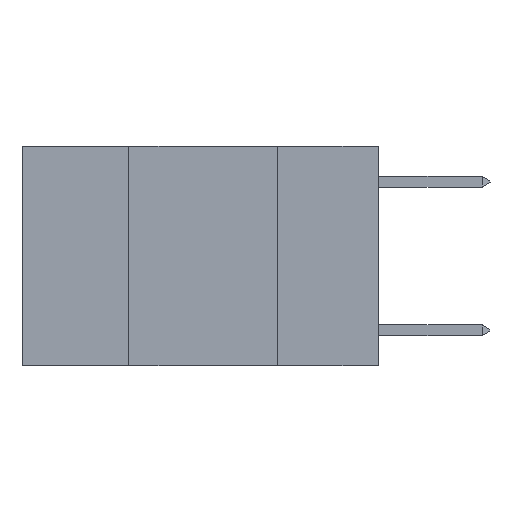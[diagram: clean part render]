
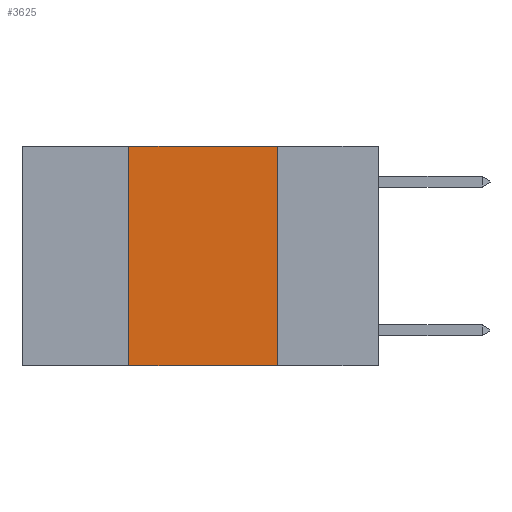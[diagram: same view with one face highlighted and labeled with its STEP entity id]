
A CAD part, left-side view. The second image highlights one B-rep face of the part: STEP entity #3625.
In plain terms, the highlighted planar face has unit normal (-1, 0, 0).
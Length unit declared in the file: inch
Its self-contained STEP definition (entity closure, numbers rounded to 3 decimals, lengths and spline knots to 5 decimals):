
#218 = CARTESIAN_POINT ( 'NONE',  ( 0., 0.17, 0. ) ) ;
#409 = CARTESIAN_POINT ( 'NONE',  ( 0., 0.6, 0. ) ) ;
#419 = VECTOR ( 'NONE', #9221, 39.37008 ) ;
#1010 = CARTESIAN_POINT ( 'NONE',  ( 0., 0.42, -0.37 ) ) ;
#1495 = ORIENTED_EDGE ( 'NONE', *, *, #7263, .F. ) ;
#1912 = FACE_OUTER_BOUND ( 'NONE', #3137, .T. ) ;
#2178 = CARTESIAN_POINT ( 'NONE',  ( 0., 0.42, 0. ) ) ;
#2954 = LINE ( 'NONE', #218, #7865 ) ;
#3137 = EDGE_LOOP ( 'NONE', ( #9007, #11606, #1495, #4105 ) ) ;
#3164 = DIRECTION ( 'NONE',  ( 0., 0., -1. ) ) ;
#3357 = CARTESIAN_POINT ( 'NONE',  ( 0., 0.42, 0. ) ) ;
#3625 = ADVANCED_FACE ( 'NONE', ( #1912 ), #10028, .F. ) ;
#4105 = ORIENTED_EDGE ( 'NONE', *, *, #9856, .T. ) ;
#4751 = CARTESIAN_POINT ( 'NONE',  ( 0., 0.17, -0.37 ) ) ;
#5443 = VERTEX_POINT ( 'NONE', #3357 ) ;
#5835 = EDGE_CURVE ( 'NONE', #12498, #8928, #2954, .T. ) ;
#6277 = DIRECTION ( 'NONE',  ( 0., -1., 0. ) ) ;
#6366 = DIRECTION ( 'NONE',  ( 1., 0., 0. ) ) ;
#6796 = EDGE_CURVE ( 'NONE', #5443, #12498, #11009, .T. ) ;
#7263 = EDGE_CURVE ( 'NONE', #10765, #5443, #12400, .T. ) ;
#7865 = VECTOR ( 'NONE', #3164, 39.37008 ) ;
#8928 = VERTEX_POINT ( 'NONE', #4751 ) ;
#9007 = ORIENTED_EDGE ( 'NONE', *, *, #5835, .F. ) ;
#9009 = DIRECTION ( 'NONE',  ( 0., 0., 1. ) ) ;
#9221 = DIRECTION ( 'NONE',  ( 0., -1., 0. ) ) ;
#9230 = AXIS2_PLACEMENT_3D ( 'NONE', #12252, #6366, #11939 ) ;
#9722 = CARTESIAN_POINT ( 'NONE',  ( 0., 0.17, 0. ) ) ;
#9856 = EDGE_CURVE ( 'NONE', #10765, #8928, #10823, .T. ) ;
#10028 = PLANE ( 'NONE',  #9230 ) ;
#10206 = VECTOR ( 'NONE', #6277, 39.37008 ) ;
#10426 = VECTOR ( 'NONE', #9009, 39.37008 ) ;
#10765 = VERTEX_POINT ( 'NONE', #1010 ) ;
#10823 = LINE ( 'NONE', #12096, #419 ) ;
#11009 = LINE ( 'NONE', #409, #10206 ) ;
#11606 = ORIENTED_EDGE ( 'NONE', *, *, #6796, .F. ) ;
#11939 = DIRECTION ( 'NONE',  ( 0., 0., -1. ) ) ;
#12096 = CARTESIAN_POINT ( 'NONE',  ( 0., 0.6, -0.37 ) ) ;
#12252 = CARTESIAN_POINT ( 'NONE',  ( 0., 0.6, 0. ) ) ;
#12400 = LINE ( 'NONE', #2178, #10426 ) ;
#12498 = VERTEX_POINT ( 'NONE', #9722 ) ;
